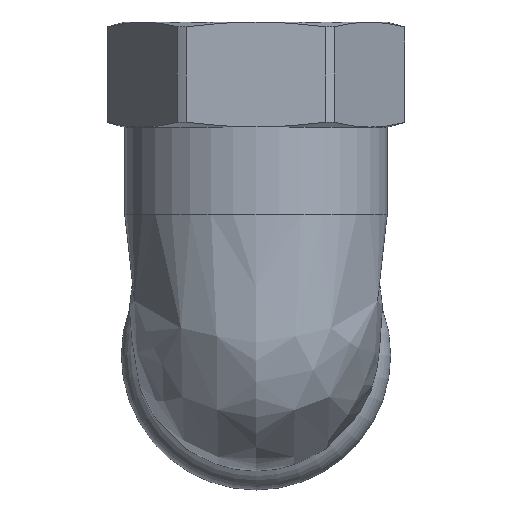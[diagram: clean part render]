
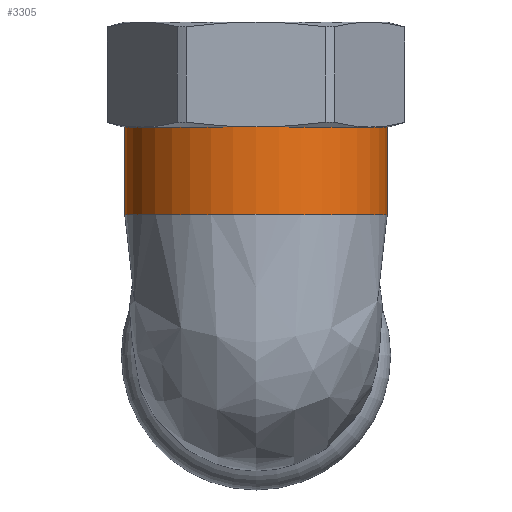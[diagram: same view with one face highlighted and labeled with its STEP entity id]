
A CAD part, top view. The second image highlights one B-rep face of the part: STEP entity #3305.
In plain terms, the highlighted cylindrical face has radius 15 mm (diameter 30 mm), a full revolution.
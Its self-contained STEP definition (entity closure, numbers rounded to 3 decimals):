
#664=FACE_OUTER_BOUND('',#866,.T.);
#866=EDGE_LOOP('',(#3069,#3070,#3071,#3072,#3073,#3074,#3075,#3076,#3077,
#3078,#3079,#3080,#3081));
#1020=LINE('',#8954,#1170);
#1170=VECTOR('',#4007,15.);
#1189=CIRCLE('',#3405,15.);
#1190=CIRCLE('',#3406,15.);
#1191=CIRCLE('',#3407,15.);
#1192=CIRCLE('',#3408,15.);
#1206=CIRCLE('',#3444,15.);
#1207=CIRCLE('',#3445,15.);
#1209=CIRCLE('',#3448,15.);
#1211=CIRCLE('',#3451,15.);
#1214=CIRCLE('',#3455,15.);
#1216=CIRCLE('',#3458,15.);
#1242=CIRCLE('',#3502,15.);
#1440=VERTEX_POINT('',#6713);
#1441=VERTEX_POINT('',#6727);
#1442=VERTEX_POINT('',#6729);
#1443=VERTEX_POINT('',#6731);
#1526=VERTEX_POINT('',#8499);
#1532=VERTEX_POINT('',#8520);
#1538=VERTEX_POINT('',#8541);
#1544=VERTEX_POINT('',#8562);
#1550=VERTEX_POINT('',#8583);
#1556=VERTEX_POINT('',#8604);
#1560=VERTEX_POINT('',#8640);
#1869=EDGE_CURVE('',#1441,#1440,#1189,.T.);
#1870=EDGE_CURVE('',#1442,#1441,#1190,.T.);
#1871=EDGE_CURVE('',#1443,#1442,#1191,.T.);
#1872=EDGE_CURVE('',#1440,#1443,#1192,.T.);
#2042=EDGE_CURVE('',#1550,#1560,#1206,.T.);
#2043=EDGE_CURVE('',#1560,#1556,#1207,.T.);
#2045=EDGE_CURVE('',#1544,#1550,#1209,.T.);
#2047=EDGE_CURVE('',#1526,#1544,#1211,.T.);
#2050=EDGE_CURVE('',#1556,#1538,#1214,.T.);
#2052=EDGE_CURVE('',#1538,#1532,#1216,.T.);
#2086=EDGE_CURVE('',#1532,#1526,#1242,.T.);
#2087=EDGE_CURVE('',#1560,#1443,#1020,.T.);
#3069=ORIENTED_EDGE('',*,*,#2086,.F.);
#3070=ORIENTED_EDGE('',*,*,#2052,.F.);
#3071=ORIENTED_EDGE('',*,*,#2050,.F.);
#3072=ORIENTED_EDGE('',*,*,#2043,.F.);
#3073=ORIENTED_EDGE('',*,*,#2087,.T.);
#3074=ORIENTED_EDGE('',*,*,#1871,.T.);
#3075=ORIENTED_EDGE('',*,*,#1870,.T.);
#3076=ORIENTED_EDGE('',*,*,#1869,.T.);
#3077=ORIENTED_EDGE('',*,*,#1872,.T.);
#3078=ORIENTED_EDGE('',*,*,#2087,.F.);
#3079=ORIENTED_EDGE('',*,*,#2042,.F.);
#3080=ORIENTED_EDGE('',*,*,#2045,.F.);
#3081=ORIENTED_EDGE('',*,*,#2047,.F.);
#3122=CYLINDRICAL_SURFACE('',#3501,15.);
#3305=ADVANCED_FACE('',(#664),#3122,.T.);
#3405=AXIS2_PLACEMENT_3D('',#6728,#3752,#3753);
#3406=AXIS2_PLACEMENT_3D('',#6730,#3754,#3755);
#3407=AXIS2_PLACEMENT_3D('',#6732,#3756,#3757);
#3408=AXIS2_PLACEMENT_3D('',#6733,#3758,#3759);
#3444=AXIS2_PLACEMENT_3D('',#8641,#3882,#3883);
#3445=AXIS2_PLACEMENT_3D('',#8642,#3884,#3885);
#3448=AXIS2_PLACEMENT_3D('',#8645,#3890,#3891);
#3451=AXIS2_PLACEMENT_3D('',#8648,#3896,#3897);
#3455=AXIS2_PLACEMENT_3D('',#8652,#3904,#3905);
#3458=AXIS2_PLACEMENT_3D('',#8655,#3910,#3911);
#3501=AXIS2_PLACEMENT_3D('',#8952,#4003,#4004);
#3502=AXIS2_PLACEMENT_3D('',#8953,#4005,#4006);
#3752=DIRECTION('center_axis',(0.,1.,0.));
#3753=DIRECTION('ref_axis',(-1.,0.,0.));
#3754=DIRECTION('center_axis',(0.,1.,0.));
#3755=DIRECTION('ref_axis',(-1.,0.,0.));
#3756=DIRECTION('center_axis',(0.,1.,0.));
#3757=DIRECTION('ref_axis',(-1.,0.,0.));
#3758=DIRECTION('center_axis',(0.,1.,0.));
#3759=DIRECTION('ref_axis',(-1.,0.,0.));
#3882=DIRECTION('center_axis',(0.,1.,0.));
#3883=DIRECTION('ref_axis',(-1.,0.,0.));
#3884=DIRECTION('center_axis',(0.,1.,0.));
#3885=DIRECTION('ref_axis',(-1.,0.,0.));
#3890=DIRECTION('center_axis',(0.,1.,0.));
#3891=DIRECTION('ref_axis',(-1.,0.,0.));
#3896=DIRECTION('center_axis',(0.,1.,0.));
#3897=DIRECTION('ref_axis',(-1.,0.,0.));
#3904=DIRECTION('center_axis',(0.,1.,0.));
#3905=DIRECTION('ref_axis',(-1.,0.,0.));
#3910=DIRECTION('center_axis',(0.,1.,0.));
#3911=DIRECTION('ref_axis',(-1.,0.,0.));
#4003=DIRECTION('center_axis',(0.,1.,0.));
#4004=DIRECTION('ref_axis',(-1.,0.,0.));
#4005=DIRECTION('center_axis',(0.,1.,0.));
#4006=DIRECTION('ref_axis',(-1.,0.,0.));
#4007=DIRECTION('',(0.,-1.,0.));
#6713=CARTESIAN_POINT('',(0.,16.,15.));
#6727=CARTESIAN_POINT('',(-15.,16.,0.));
#6728=CARTESIAN_POINT('Origin',(0.,16.,0.));
#6729=CARTESIAN_POINT('',(0.,16.,-15.));
#6730=CARTESIAN_POINT('Origin',(0.,16.,0.));
#6731=CARTESIAN_POINT('',(15.,16.,0.));
#6732=CARTESIAN_POINT('Origin',(0.,16.,0.));
#6733=CARTESIAN_POINT('Origin',(0.,16.,0.));
#8499=CARTESIAN_POINT('',(-12.99,26.,7.5));
#8520=CARTESIAN_POINT('',(-12.99,26.,-7.5));
#8541=CARTESIAN_POINT('',(0.,26.,-15.));
#8562=CARTESIAN_POINT('',(0.,26.,15.));
#8583=CARTESIAN_POINT('',(12.99,26.,7.5));
#8604=CARTESIAN_POINT('',(12.99,26.,-7.5));
#8640=CARTESIAN_POINT('',(15.,26.,0.));
#8641=CARTESIAN_POINT('Origin',(0.,26.,0.));
#8642=CARTESIAN_POINT('Origin',(0.,26.,0.));
#8645=CARTESIAN_POINT('Origin',(0.,26.,0.));
#8648=CARTESIAN_POINT('Origin',(0.,26.,0.));
#8652=CARTESIAN_POINT('Origin',(0.,26.,0.));
#8655=CARTESIAN_POINT('Origin',(0.,26.,0.));
#8952=CARTESIAN_POINT('Origin',(0.,32.,0.));
#8953=CARTESIAN_POINT('Origin',(0.,26.,0.));
#8954=CARTESIAN_POINT('',(15.,32.,0.));
